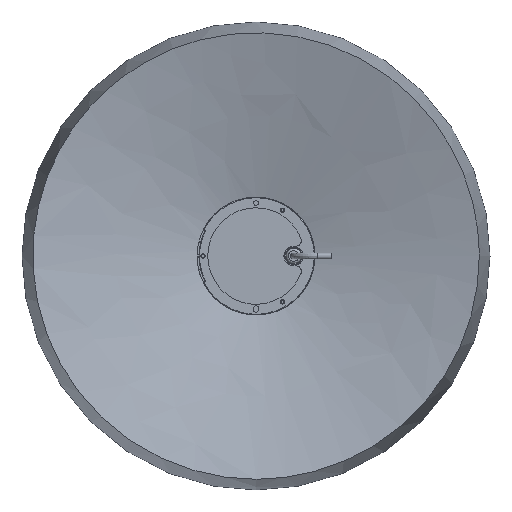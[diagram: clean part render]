
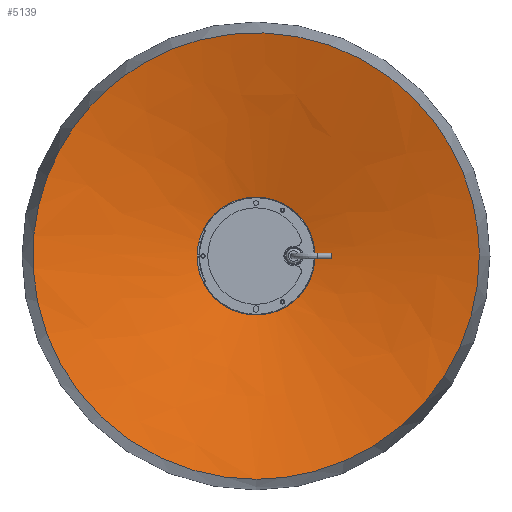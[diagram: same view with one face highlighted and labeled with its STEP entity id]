
A CAD part, front view. The second image highlights one B-rep face of the part: STEP entity #5139.
In plain terms, the highlighted free-form (B-spline) face has degree [2, 1] with [9, 2] control points.
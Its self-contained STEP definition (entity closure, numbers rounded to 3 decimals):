
#4997 = VERTEX_POINT('',#4998);
#4998 = CARTESIAN_POINT('',(0.,2.982,
    -191.639));
#5004 = EDGE_CURVE('',#5005,#4997,#5007,.T.);
#5005 = VERTEX_POINT('',#5006);
#5006 = CARTESIAN_POINT('',(191.639,2.982,
    0.));
#5007 = ( BOUNDED_CURVE() B_SPLINE_CURVE(2,(#5008,#5009,#5010),
.UNSPECIFIED.,.F.,.F.) B_SPLINE_CURVE_WITH_KNOTS((3,3),(0.,
1.571),.PIECEWISE_BEZIER_KNOTS.) CURVE() 
GEOMETRIC_REPRESENTATION_ITEM() RATIONAL_B_SPLINE_CURVE((1.,
0.707,1.)) REPRESENTATION_ITEM('') );
#5008 = CARTESIAN_POINT('',(191.639,2.982,0.));
#5009 = CARTESIAN_POINT('',(191.639,2.982,
    -191.639));
#5010 = CARTESIAN_POINT('',(0.,2.982,
    -191.639));
#5012 = EDGE_CURVE('',#4997,#5005,#5013,.T.);
#5013 = ( BOUNDED_CURVE() B_SPLINE_CURVE(2,(#5014,#5015,#5016,#5017,
#5018),.UNSPECIFIED.,.F.,.F.) B_SPLINE_CURVE_WITH_KNOTS((3,2,3),(
    1.571,3.927,6.283),
.PIECEWISE_BEZIER_KNOTS.) CURVE() GEOMETRIC_REPRESENTATION_ITEM() 
RATIONAL_B_SPLINE_CURVE((1.,0.383,1.,0.383,1.)) 
REPRESENTATION_ITEM('') );
#5014 = CARTESIAN_POINT('',(0.,2.982,
    -191.639));
#5015 = CARTESIAN_POINT('',(-462.657,2.982,
    -191.639));
#5016 = CARTESIAN_POINT('',(-135.509,2.982,
    135.509));
#5017 = CARTESIAN_POINT('',(191.639,2.982,
    462.657));
#5018 = CARTESIAN_POINT('',(191.639,2.982,
    0.));
#5103 = VERTEX_POINT('',#5104);
#5104 = CARTESIAN_POINT('',(50.032,40.926,
    0.));
#5109 = EDGE_CURVE('',#5103,#5103,#5110,.T.);
#5110 = ( BOUNDED_CURVE() B_SPLINE_CURVE(2,(#5111,#5112,#5113,#5114,
#5115,#5116,#5117),.UNSPECIFIED.,.T.,.F.) B_SPLINE_CURVE_WITH_KNOTS((1,2
    ,2,2,2,1),(-2.094,0.,2.094,4.189,
6.283,8.378),.UNSPECIFIED.) CURVE() 
GEOMETRIC_REPRESENTATION_ITEM() RATIONAL_B_SPLINE_CURVE((1.,0.5,1.,0.5,
1.,0.5,1.)) REPRESENTATION_ITEM('') );
#5111 = CARTESIAN_POINT('',(50.032,40.926,0.));
#5112 = CARTESIAN_POINT('',(50.032,40.926,
    -86.659));
#5113 = CARTESIAN_POINT('',(-25.016,40.926,
    -43.329));
#5114 = CARTESIAN_POINT('',(-100.065,40.926,
    0.));
#5115 = CARTESIAN_POINT('',(-25.016,40.926,
    43.329));
#5116 = CARTESIAN_POINT('',(50.032,40.926,
    86.659));
#5117 = CARTESIAN_POINT('',(50.032,40.926,0.));
#5139 = ADVANCED_FACE('',(#5140),#5151,.F.);
#5140 = FACE_BOUND('',#5141,.F.);
#5141 = EDGE_LOOP('',(#5142,#5147,#5148,#5149,#5150));
#5142 = ORIENTED_EDGE('',*,*,#5143,.T.);
#5143 = EDGE_CURVE('',#5103,#5005,#5144,.T.);
#5144 = B_SPLINE_CURVE_WITH_KNOTS('',1,(#5145,#5146),.UNSPECIFIED.,.F.,
  .F.,(2,2),(-72.538,72.538),.PIECEWISE_BEZIER_KNOTS.);
#5145 = CARTESIAN_POINT('',(50.032,40.926,
    0.));
#5146 = CARTESIAN_POINT('',(191.639,2.982,
    0.));
#5147 = ORIENTED_EDGE('',*,*,#5004,.T.);
#5148 = ORIENTED_EDGE('',*,*,#5012,.T.);
#5149 = ORIENTED_EDGE('',*,*,#5143,.F.);
#5150 = ORIENTED_EDGE('',*,*,#5109,.F.);
#5151 = ( BOUNDED_SURFACE() B_SPLINE_SURFACE(2,1,(
    (#5152,#5153)
    ,(#5154,#5155)
    ,(#5156,#5157)
    ,(#5158,#5159)
    ,(#5160,#5161)
    ,(#5162,#5163)
    ,(#5164,#5165)
    ,(#5166,#5167)
    ,(#5168,#5169
)),.UNSPECIFIED.,.T.,.F.,.F.) B_SPLINE_SURFACE_WITH_KNOTS((3,2,2,2,3),(2
    ,2),(-3.142,-2.094,0.,2.094,3.142)
  ,(-72.538,72.538),.UNSPECIFIED.) 
GEOMETRIC_REPRESENTATION_ITEM() RATIONAL_B_SPLINE_SURFACE((
    (0.75,0.75)
    ,(0.75,0.75)
    ,(1.,1.)
    ,(0.5,0.5)
    ,(1.,1.)
    ,(0.5,0.5)
    ,(1.,1.)
    ,(0.75,0.75)
,(0.75,0.75))) REPRESENTATION_ITEM('') SURFACE() );
#5152 = CARTESIAN_POINT('',(50.032,40.926,0.));
#5153 = CARTESIAN_POINT('',(191.639,2.982,0.));
#5154 = CARTESIAN_POINT('',(50.032,40.926,
    28.886));
#5155 = CARTESIAN_POINT('',(191.639,2.982,
    110.643));
#5156 = CARTESIAN_POINT('',(25.016,40.926,
    43.329));
#5157 = CARTESIAN_POINT('',(95.819,2.982,
    165.964));
#5158 = CARTESIAN_POINT('',(-50.032,40.926,
    86.659));
#5159 = CARTESIAN_POINT('',(-191.639,2.982,
    331.928));
#5160 = CARTESIAN_POINT('',(-50.032,40.926,0.));
#5161 = CARTESIAN_POINT('',(-191.639,2.982,0.));
#5162 = CARTESIAN_POINT('',(-50.032,40.926,
    -86.659));
#5163 = CARTESIAN_POINT('',(-191.639,2.982,
    -331.928));
#5164 = CARTESIAN_POINT('',(25.016,40.926,
    -43.329));
#5165 = CARTESIAN_POINT('',(95.819,2.982,
    -165.964));
#5166 = CARTESIAN_POINT('',(50.032,40.926,
    -28.886));
#5167 = CARTESIAN_POINT('',(191.639,2.982,
    -110.643));
#5168 = CARTESIAN_POINT('',(50.032,40.926,0.));
#5169 = CARTESIAN_POINT('',(191.639,2.982,0.));
